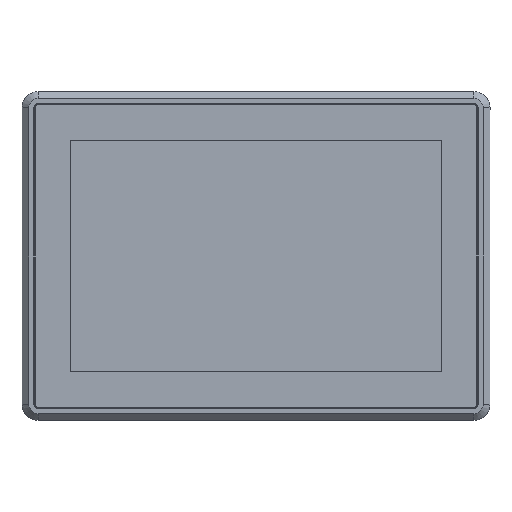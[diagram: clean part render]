
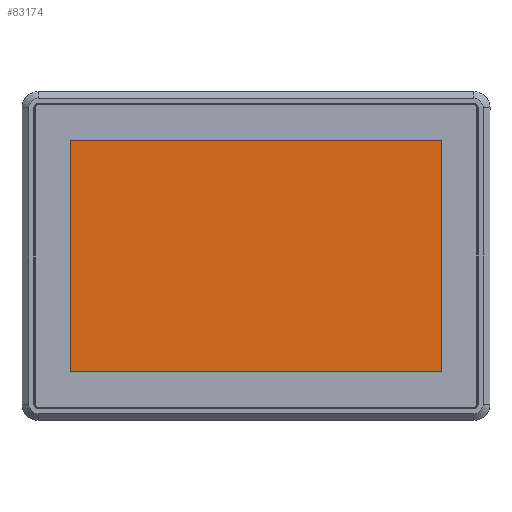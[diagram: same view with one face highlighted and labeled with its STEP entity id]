
A CAD part, front view. The second image highlights one B-rep face of the part: STEP entity #83174.
In plain terms, the highlighted face is planar.
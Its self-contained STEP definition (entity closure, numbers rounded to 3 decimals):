
#3180=PLANE('',#88303);
#5669=FACE_OUTER_BOUND('',#10140,.T.);
#10140=EDGE_LOOP('',(#54234,#54235,#54236,#54237));
#15247=LINE('',#121208,#22157);
#15251=LINE('',#121215,#22161);
#15254=LINE('',#121221,#22164);
#15256=LINE('',#121224,#22166);
#22157=VECTOR('',#97582,10.);
#22161=VECTOR('',#97588,10.);
#22164=VECTOR('',#97593,10.);
#22166=VECTOR('',#97597,10.);
#32891=VERTEX_POINT('',#121205);
#32892=VERTEX_POINT('',#121207);
#32894=VERTEX_POINT('',#121213);
#32896=VERTEX_POINT('',#121219);
#41221=EDGE_CURVE('',#32891,#32892,#15247,.T.);
#41225=EDGE_CURVE('',#32894,#32891,#15251,.T.);
#41228=EDGE_CURVE('',#32896,#32894,#15254,.T.);
#41230=EDGE_CURVE('',#32892,#32896,#15256,.T.);
#54234=ORIENTED_EDGE('',*,*,#41230,.F.);
#54235=ORIENTED_EDGE('',*,*,#41221,.F.);
#54236=ORIENTED_EDGE('',*,*,#41225,.F.);
#54237=ORIENTED_EDGE('',*,*,#41228,.F.);
#83174=ADVANCED_FACE('',(#5669),#3180,.T.);
#88303=AXIS2_PLACEMENT_3D('',#121225,#97598,#97599);
#97582=DIRECTION('',(0.,1.,0.));
#97588=DIRECTION('',(-1.,0.,0.));
#97593=DIRECTION('',(0.,-1.,0.));
#97597=DIRECTION('',(1.,0.,0.));
#97598=DIRECTION('center_axis',(0.,0.,
1.));
#97599=DIRECTION('ref_axis',(1.,0.,0.));
#121205=CARTESIAN_POINT('',(-108.48,-67.8,1.999));
#121207=CARTESIAN_POINT('',(-108.48,67.8,1.999));
#121208=CARTESIAN_POINT('',(-108.48,-67.8,1.999));
#121213=CARTESIAN_POINT('',(108.48,-67.8,1.999));
#121215=CARTESIAN_POINT('',(108.48,-67.8,1.999));
#121219=CARTESIAN_POINT('',(108.48,67.8,1.999));
#121221=CARTESIAN_POINT('',(108.48,67.8,1.999));
#121224=CARTESIAN_POINT('',(-108.48,67.8,1.999));
#121225=CARTESIAN_POINT('Origin',(0.,0.,
1.999));
